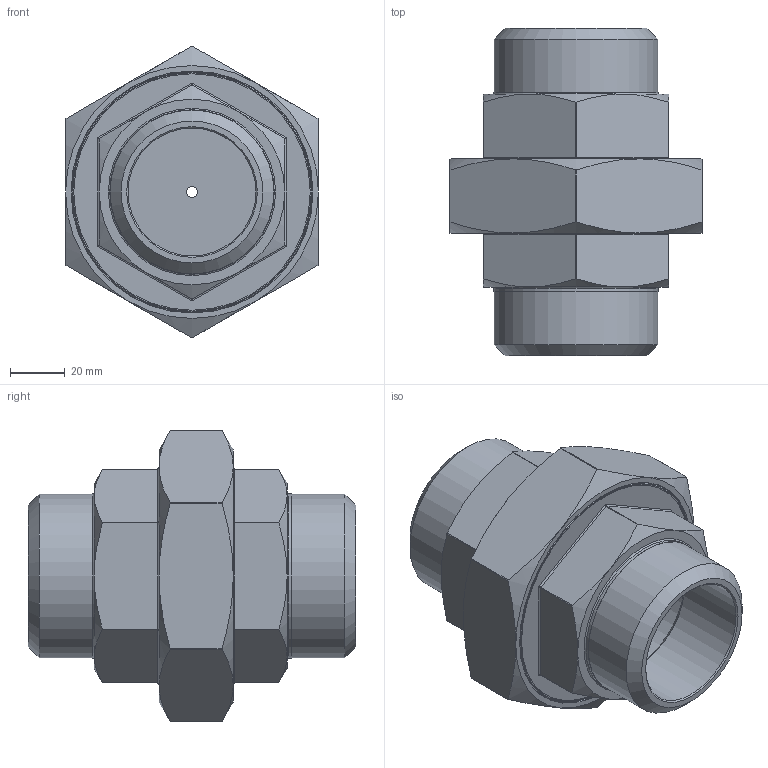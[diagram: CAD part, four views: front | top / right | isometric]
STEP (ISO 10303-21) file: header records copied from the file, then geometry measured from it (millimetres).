
FILE_DESCRIPTION(/* description */ (''),/* implementation_level */ '2;1');
FILE_NAME(/* name */ 'KI-312AGA-050 Aschl.stp',/* time_stamp */ '2016-10-20T11:59:24+02:00',/* author */ ('hochmair'),/* organization */ (''),/* preprocessor_version */ 'ST-DEVELOPER v15.6',/* originating_system */ 'Autodesk Inventor 2015',/* authorisation */ '');
FILE_SCHEMA (('AUTOMOTIVE_DESIGN { 1 0 10303 214 3 1 1 }'));
Length unit declared in the file: millimetre
Products named in the file (1): KI-312AGA-050
Bounding box: 92 x 119.2 x 106.14 mm (x, y, z)
Volume: 278760.3 mm3; surface area: 59121.7 mm2
Topology: 1 solids, 1 shells, 118 faces, 273 edges, 156 vertices
Faces by surface type: cylinder 41, plane 31, cone 31, bspline 12, torus 3
Full cylindrical faces by diameter (mm): 4 x1, 46.5 x2, 50.5 x1, 59.614 x2, 59.814 x2, 86 x1, 87.4 x1, 88 x1
Entity records: 3473 total; most frequent: CARTESIAN_POINT 1105, DIRECTION 480, ORIENTED_EDGE 470, EDGE_CURVE 235, AXIS2_PLACEMENT_3D 210, EDGE_LOOP 152, VERTEX_POINT 151, FACE_OUTER_BOUND 118
